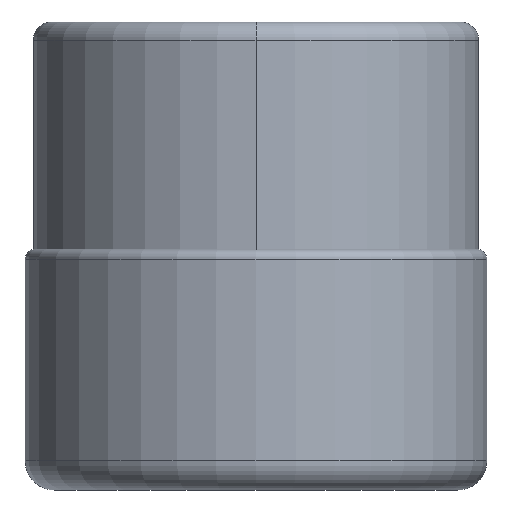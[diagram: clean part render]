
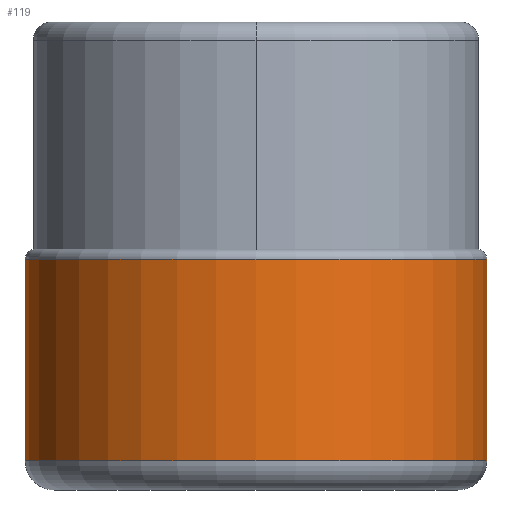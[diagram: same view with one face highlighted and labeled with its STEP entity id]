
A CAD part, front view. The second image highlights one B-rep face of the part: STEP entity #119.
In plain terms, the highlighted cylindrical face has radius 25.4 mm (diameter 50.8 mm), a partial arc.
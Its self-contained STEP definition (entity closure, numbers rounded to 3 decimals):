
#100=CYLINDRICAL_SURFACE('',#1362,25.4);
#119=ADVANCED_FACE('',(#213),#100,.T.);
#213=FACE_OUTER_BOUND('',#277,.T.);
#277=EDGE_LOOP('',(#360,#361,#362,#363));
#360=ORIENTED_EDGE('',*,*,#824,.T.);
#361=ORIENTED_EDGE('',*,*,#823,.F.);
#362=ORIENTED_EDGE('',*,*,#825,.F.);
#363=ORIENTED_EDGE('',*,*,#826,.F.);
#708=VERTEX_POINT('',#2161);
#711=VERTEX_POINT('',#2166);
#712=VERTEX_POINT('',#2170);
#713=VERTEX_POINT('',#2172);
#823=EDGE_CURVE('',#711,#708,#1027,.T.);
#824=EDGE_CURVE('',#712,#708,#1209,.T.);
#825=EDGE_CURVE('',#713,#711,#1210,.T.);
#826=EDGE_CURVE('',#712,#713,#1028,.T.);
#1027=CIRCLE('',#1359,25.4);
#1028=CIRCLE('',#1361,25.4);
#1209=LINE('',#2169,#1244);
#1210=LINE('',#2171,#1245);
#1244=VECTOR('',#1593,1.);
#1245=VECTOR('',#1594,1.);
#1359=AXIS2_PLACEMENT_3D('',#2167,#1589,#1590);
#1361=AXIS2_PLACEMENT_3D('',#2173,#1595,#1596);
#1362=AXIS2_PLACEMENT_3D('',#2174,#1597,#1598);
#1589=DIRECTION('',(0.,0.,-1.));
#1590=DIRECTION('',(1.,0.,0.));
#1593=DIRECTION('',(0.,0.,-1.));
#1594=DIRECTION('',(0.,0.,-1.));
#1595=DIRECTION('',(0.,0.,1.));
#1596=DIRECTION('',(-1.,0.,0.));
#1597=DIRECTION('',(0.,0.,-1.));
#1598=DIRECTION('',(-1.,0.,0.));
#2161=CARTESIAN_POINT('',(-25.4,0.,-48.3));
#2166=CARTESIAN_POINT('',(25.4,0.,-48.3));
#2167=CARTESIAN_POINT('',(0.,0.,-48.3));
#2169=CARTESIAN_POINT('',(-25.4,0.,-26.1));
#2170=CARTESIAN_POINT('',(-25.4,0.,-26.1));
#2171=CARTESIAN_POINT('',(25.4,0.,-26.1));
#2172=CARTESIAN_POINT('',(25.4,0.,-26.1));
#2173=CARTESIAN_POINT('',(0.,0.,-26.1));
#2174=CARTESIAN_POINT('',(0.,0.,-23.675));
